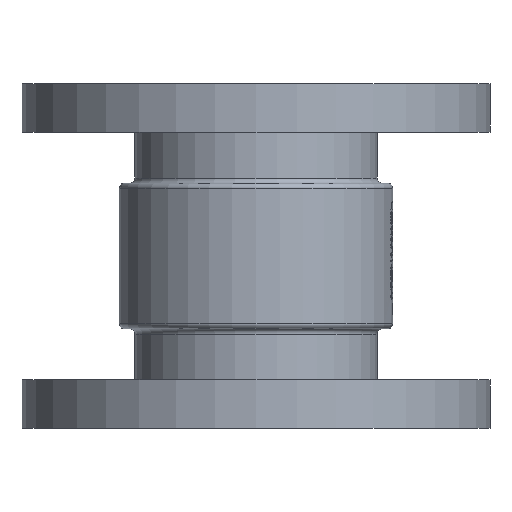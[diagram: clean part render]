
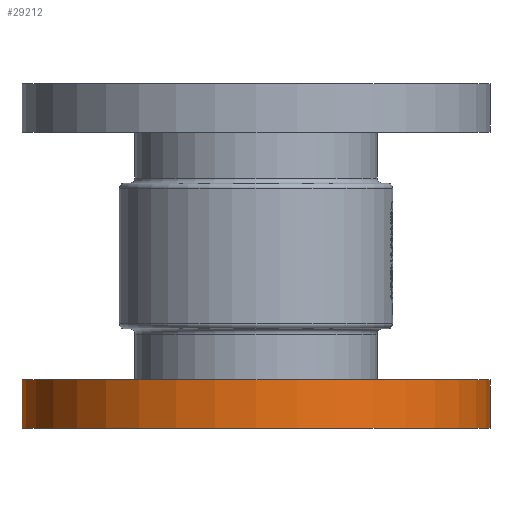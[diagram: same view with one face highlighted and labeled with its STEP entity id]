
A CAD part, front view. The second image highlights one B-rep face of the part: STEP entity #29212.
In plain terms, the highlighted cylindrical face has radius 135 mm (diameter 270 mm), a partial arc.
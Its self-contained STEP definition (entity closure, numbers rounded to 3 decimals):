
#1289 = ORIENTED_EDGE ( 'NONE', *, *, #8349, .F. ) ;
#1745 = CARTESIAN_POINT ( 'NONE',  ( -135., 0., -199. ) ) ;
#2474 = DIRECTION ( 'NONE',  ( 1., 0., 0. ) ) ;
#2628 = DIRECTION ( 'NONE',  ( 0., 0., 1. ) ) ;
#3398 = VECTOR ( 'NONE', #28636, 1000. ) ;
#3443 = DIRECTION ( 'NONE',  ( 0., 0., -1. ) ) ;
#3674 = DIRECTION ( 'NONE',  ( 1., 0., 0. ) ) ;
#5981 = VERTEX_POINT ( 'NONE', #19925 ) ;
#8349 = EDGE_CURVE ( 'NONE', #24072, #30510, #12019, .T. ) ;
#9510 = CARTESIAN_POINT ( 'NONE',  ( 135., 0., -199. ) ) ;
#9781 = CIRCLE ( 'NONE', #15452, 135. ) ;
#10789 = VECTOR ( 'NONE', #11141, 1000. ) ;
#11141 = DIRECTION ( 'NONE',  ( 0., 0., -1. ) ) ;
#12019 = CIRCLE ( 'NONE', #17457, 135. ) ;
#13144 = CARTESIAN_POINT ( 'NONE',  ( 0., 0., -199. ) ) ;
#13530 = CARTESIAN_POINT ( 'NONE',  ( 0., 0., -171. ) ) ;
#14790 = EDGE_CURVE ( 'NONE', #30510, #18318, #19534, .T. ) ;
#14828 = ORIENTED_EDGE ( 'NONE', *, *, #21399, .T. ) ;
#15452 = AXIS2_PLACEMENT_3D ( 'NONE', #25618, #2628, #2474 ) ;
#16363 = CARTESIAN_POINT ( 'NONE',  ( 135., 0., -171. ) ) ;
#17457 = AXIS2_PLACEMENT_3D ( 'NONE', #13530, #22958, #3674 ) ;
#18099 = EDGE_LOOP ( 'NONE', ( #1289, #22618, #14828, #25613 ) ) ;
#18318 = VERTEX_POINT ( 'NONE', #25585 ) ;
#19534 = LINE ( 'NONE', #9510, #3398 ) ;
#19925 = CARTESIAN_POINT ( 'NONE',  ( -135., 0., -199. ) ) ;
#21399 = EDGE_CURVE ( 'NONE', #5981, #18318, #9781, .T. ) ;
#22618 = ORIENTED_EDGE ( 'NONE', *, *, #24375, .T. ) ;
#22876 = LINE ( 'NONE', #1745, #10789 ) ;
#22958 = DIRECTION ( 'NONE',  ( 0., 0., 1. ) ) ;
#24072 = VERTEX_POINT ( 'NONE', #25714 ) ;
#24375 = EDGE_CURVE ( 'NONE', #24072, #5981, #22876, .T. ) ;
#24428 = DIRECTION ( 'NONE',  ( 1., 0., 0. ) ) ;
#25585 = CARTESIAN_POINT ( 'NONE',  ( 135., 0., -199. ) ) ;
#25613 = ORIENTED_EDGE ( 'NONE', *, *, #14790, .F. ) ;
#25618 = CARTESIAN_POINT ( 'NONE',  ( 0., 0., -199. ) ) ;
#25714 = CARTESIAN_POINT ( 'NONE',  ( -135., 0., -171. ) ) ;
#27044 = CYLINDRICAL_SURFACE ( 'NONE', #27133, 135. ) ;
#27133 = AXIS2_PLACEMENT_3D ( 'NONE', #13144, #3443, #24428 ) ;
#28636 = DIRECTION ( 'NONE',  ( 0., 0., -1. ) ) ;
#29212 = ADVANCED_FACE ( 'NONE', ( #29344 ), #27044, .T. ) ;
#29344 = FACE_OUTER_BOUND ( 'NONE', #18099, .T. ) ;
#30510 = VERTEX_POINT ( 'NONE', #16363 ) ;
